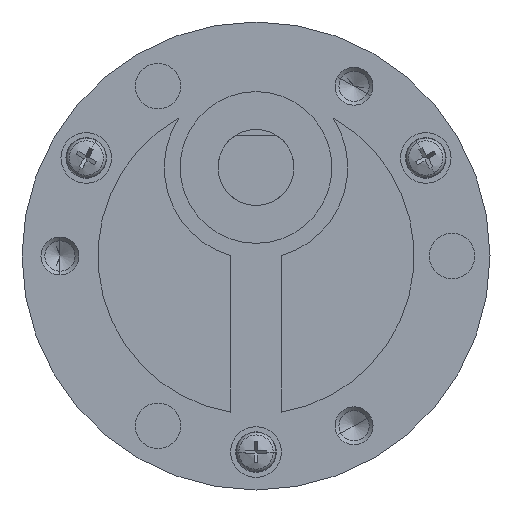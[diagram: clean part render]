
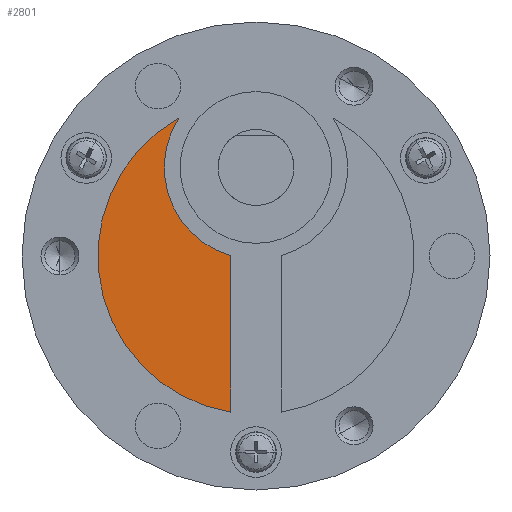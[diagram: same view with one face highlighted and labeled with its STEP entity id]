
A CAD part, left-side view. The second image highlights one B-rep face of the part: STEP entity #2801.
In plain terms, the highlighted planar face has unit normal (-1, 0, 0).
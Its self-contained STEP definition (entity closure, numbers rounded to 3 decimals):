
#2768=CARTESIAN_POINT('POINT4460',(0.5,2.,
   -6.969));
#2769=VERTEX_POINT('VERTEX4460',#2768);
#2770=CARTESIAN_POINT('POINT4461',(0.5,2.,
   -19.339));
#2771=VERTEX_POINT('VERTEX4461',#2770);
#2772=CARTESIAN_POINT('POS6423',(0.5,2.,-7.));
#2773=DIRECTION('DIR10085',(0.,0.,-1.));
#2774=VECTOR('VEC2761',#2773,1.);
#2775=LINE('STRAIGHT2761',#2772,#2774);
#2776=EDGE_CURVE('EDGE7133',#2769,#2771,#2775,.T.);
#2777=ORIENTED_EDGE('COEDGE14245',*,*,#2776,.F.);
#2778=CARTESIAN_POINT('POINT4462',(0.5,6.108,
   3.906));
#2779=VERTEX_POINT('VERTEX4462',#2778);
#2780=CARTESIAN_POINT('POS6424',(0.5,0.,0.
   ));
#2781=DIRECTION('DIR10086',(1.,0.,0.));
#2782=DIRECTION('DIR10087',(0.,0.,-1.));
#2783=AXIS2_PLACEMENT_3D('AXIS3663',#2780,#2781,#2782);
#2784=CIRCLE('ELLIPSE1771',#2783,7.25);
#2785=EDGE_CURVE('EDGE7134',#2769,#2779,#2784,.T.);
#2786=ORIENTED_EDGE('COEDGE14246',*,*,#2785,.T.);
#2787=CARTESIAN_POINT('POS6425',(0.5,0.,-7.));
#2788=DIRECTION('DIR10088',(-1.,0.,0.));
#2789=DIRECTION('DIR10089',(0.,0.,-1.));
#2790=AXIS2_PLACEMENT_3D('AXIS3664',#2787,#2788,#2789);
#2791=CIRCLE('ELLIPSE1772',#2790,12.5);
#2792=EDGE_CURVE('EDGE7135',#2779,#2771,#2791,.T.);
#2793=ORIENTED_EDGE('COEDGE14247',*,*,#2792,.T.);
#2794=EDGE_LOOP('NONE',(#2777,#2786,#2793));
#2795=FACE_BOUND('LOOP1',#2794,.T.);
#2796=CARTESIAN_POINT('POS6426',(0.5,0.,-7.));
#2797=DIRECTION('DIR10090',(-1.,0.,0.));
#2798=DIRECTION('DIR10091',(0.,1.,0.));
#2799=AXIS2_PLACEMENT_3D('AXIS3665',#2796,#2797,#2798);
#2800=PLANE('PLANE1023',#2799);
#2801=ADVANCED_FACE('FACE3222',(#2795),#2800,.T.);
